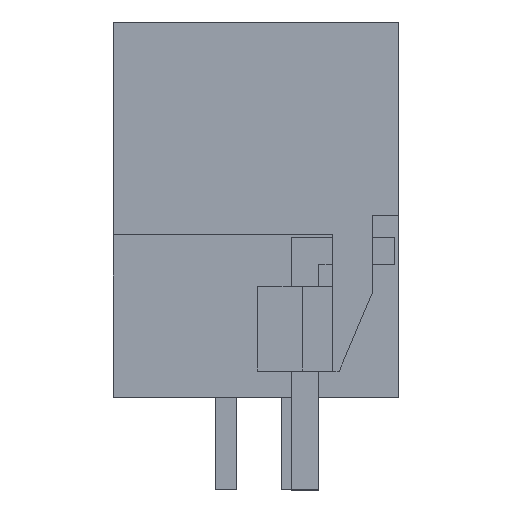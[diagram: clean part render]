
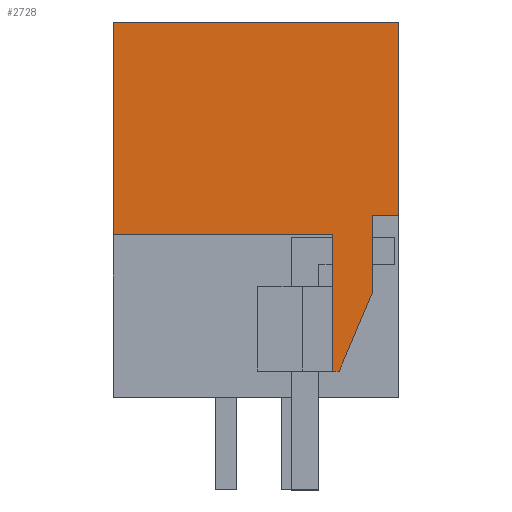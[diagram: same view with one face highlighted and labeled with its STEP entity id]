
A CAD part, left-side view. The second image highlights one B-rep face of the part: STEP entity #2728.
In plain terms, the highlighted planar face has unit normal (-1, 0, 0).
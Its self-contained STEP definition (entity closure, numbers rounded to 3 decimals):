
#2675=AXIS2_PLACEMENT_3D('Plane Axis2P3D',#2672,#2673,#2674) ;
#183=CARTESIAN_POINT('Vertex',(0.,10.8,17.7)) ;
#186=CARTESIAN_POINT('Line Origine',(0.,5.4,17.7)) ;
#190=CARTESIAN_POINT('Vertex',(0.,0.,17.7)) ;
#1213=CARTESIAN_POINT('Line Origine',(0.,0.,14.05)) ;
#1217=CARTESIAN_POINT('Vertex',(0.,0.,10.4)) ;
#1723=CARTESIAN_POINT('Vertex',(0.,10.8,9.65)) ;
#1726=CARTESIAN_POINT('Line Origine',(0.,10.8,13.675)) ;
#2672=CARTESIAN_POINT('Axis2P3D Location',(0.,10.8,0.)) ;
#2677=CARTESIAN_POINT('Line Origine',(0.,6.65,9.65)) ;
#2681=CARTESIAN_POINT('Vertex',(0.,2.5,9.65)) ;
#2684=CARTESIAN_POINT('Line Origine',(0.,2.5,7.075)) ;
#2688=CARTESIAN_POINT('Vertex',(0.,2.5,4.5)) ;
#2691=CARTESIAN_POINT('Line Origine',(0.,2.375,4.5)) ;
#2695=CARTESIAN_POINT('Vertex',(0.,2.25,4.5)) ;
#2698=CARTESIAN_POINT('Line Origine',(0.,1.623,5.979)) ;
#2702=CARTESIAN_POINT('Vertex',(0.,0.997,7.458)) ;
#2705=CARTESIAN_POINT('Line Origine',(0.,0.997,8.929)) ;
#2709=CARTESIAN_POINT('Vertex',(0.,0.997,10.4)) ;
#2712=CARTESIAN_POINT('Line Origine',(0.,0.498,10.4)) ;
#187=DIRECTION('Vector Direction',(0.,-1.,0.)) ;
#1214=DIRECTION('Vector Direction',(0.,0.,1.)) ;
#1727=DIRECTION('Vector Direction',(0.,0.,1.)) ;
#2673=DIRECTION('Axis2P3D Direction',(-1.,0.,0.)) ;
#2674=DIRECTION('Axis2P3D XDirection',(0.,-1.,0.)) ;
#2678=DIRECTION('Vector Direction',(0.,1.,0.)) ;
#2685=DIRECTION('Vector Direction',(0.,0.,1.)) ;
#2692=DIRECTION('Vector Direction',(0.,-1.,0.)) ;
#2699=DIRECTION('Vector Direction',(0.,0.39,-0.921)) ;
#2706=DIRECTION('Vector Direction',(0.,0.,1.)) ;
#2713=DIRECTION('Vector Direction',(0.,-1.,0.)) ;
#188=VECTOR('Line Direction',#187,1.) ;
#1215=VECTOR('Line Direction',#1214,1.) ;
#1728=VECTOR('Line Direction',#1727,1.) ;
#2679=VECTOR('Line Direction',#2678,1.) ;
#2686=VECTOR('Line Direction',#2685,1.) ;
#2693=VECTOR('Line Direction',#2692,1.) ;
#2700=VECTOR('Line Direction',#2699,1.) ;
#2707=VECTOR('Line Direction',#2706,1.) ;
#2714=VECTOR('Line Direction',#2713,1.) ;
#2718=ORIENTED_EDGE('',*,*,#1219,.T.) ;
#2719=ORIENTED_EDGE('',*,*,#192,.T.) ;
#2720=ORIENTED_EDGE('',*,*,#1730,.T.) ;
#2721=ORIENTED_EDGE('',*,*,#2683,.F.) ;
#2722=ORIENTED_EDGE('',*,*,#2690,.F.) ;
#2723=ORIENTED_EDGE('',*,*,#2697,.F.) ;
#2724=ORIENTED_EDGE('',*,*,#2704,.F.) ;
#2725=ORIENTED_EDGE('',*,*,#2711,.F.) ;
#2726=ORIENTED_EDGE('',*,*,#2716,.F.) ;
#2728=ADVANCED_FACE('HOUSING',(#2727),#2676,.T.) ;
#192=EDGE_CURVE('',#191,#184,#189,.F.) ;
#1219=EDGE_CURVE('',#1218,#191,#1216,.T.) ;
#1730=EDGE_CURVE('',#184,#1724,#1729,.F.) ;
#2683=EDGE_CURVE('',#2682,#1724,#2680,.T.) ;
#2690=EDGE_CURVE('',#2689,#2682,#2687,.T.) ;
#2697=EDGE_CURVE('',#2696,#2689,#2694,.F.) ;
#2704=EDGE_CURVE('',#2703,#2696,#2701,.T.) ;
#2711=EDGE_CURVE('',#2710,#2703,#2708,.F.) ;
#2716=EDGE_CURVE('',#1218,#2710,#2715,.F.) ;
#2717=EDGE_LOOP('',(#2718,#2719,#2720,#2721,#2722,#2723,#2724,#2725,#2726)) ;
#2727=FACE_OUTER_BOUND('',#2717,.T.) ;
#189=LINE('Line',#186,#188) ;
#1216=LINE('Line',#1213,#1215) ;
#1729=LINE('Line',#1726,#1728) ;
#2680=LINE('Line',#2677,#2679) ;
#2687=LINE('Line',#2684,#2686) ;
#2694=LINE('Line',#2691,#2693) ;
#2701=LINE('Line',#2698,#2700) ;
#2708=LINE('Line',#2705,#2707) ;
#2715=LINE('Line',#2712,#2714) ;
#2676=PLANE('',#2675) ;
#184=VERTEX_POINT('',#183) ;
#191=VERTEX_POINT('',#190) ;
#1218=VERTEX_POINT('',#1217) ;
#1724=VERTEX_POINT('',#1723) ;
#2682=VERTEX_POINT('',#2681) ;
#2689=VERTEX_POINT('',#2688) ;
#2696=VERTEX_POINT('',#2695) ;
#2703=VERTEX_POINT('',#2702) ;
#2710=VERTEX_POINT('',#2709) ;
